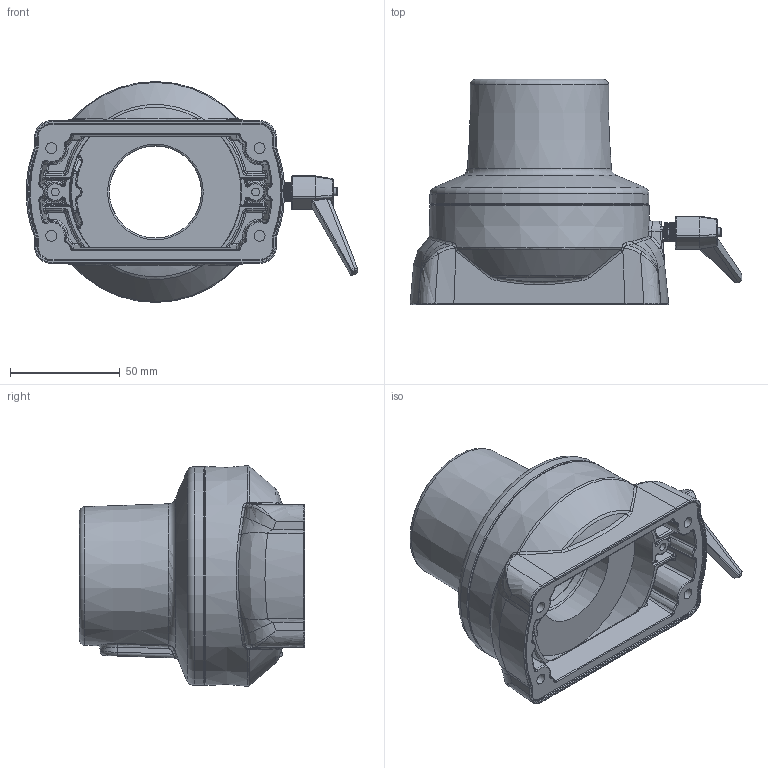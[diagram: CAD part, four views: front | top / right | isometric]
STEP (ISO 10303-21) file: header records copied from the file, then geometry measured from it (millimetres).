
FILE_DESCRIPTION (( 'STEP AP203' ), '1' );
FILE_NAME ('TK060.826.STEP', '2019-01-23T10:02:27', ( '' ), ( '' ), 'SwSTEP 2.0', 'SolidWorks 2018', '' );
FILE_SCHEMA (( 'CONFIG_CONTROL_DESIGN' ));
Length unit declared in the file: millimetre
Products named in the file (1): TK060.826
Bounding box: 151.29 x 102.7 x 100.68 mm (x, y, z)
Volume: 284452.8 mm3; surface area: 96192 mm2
Topology: 3 solids, 25 shells, 2022 faces, 4766 edges, 2755 vertices
Faces by surface type: bspline 1004, cylinder 333, torus 225, plane 222, cone 185, sphere 53
Full cylindrical faces by diameter (mm): 3.6 x2, 3.813 x1, 4.4 x1, 5 x22, 5.5 x6, 6.5 x2, 43.649 x1, 49 x1, 78.001 x2, 78.5 x1, 90 x2, 95 x1
Entity records: 80751 total; most frequent: CARTESIAN_POINT 42337, ORIENTED_EDGE 9180, DIRECTION 6433, EDGE_CURVE 4590, AXIS2_PLACEMENT_3D 2894, VERTEX_POINT 2734, EDGE_LOOP 2156, FACE_OUTER_BOUND 2076
